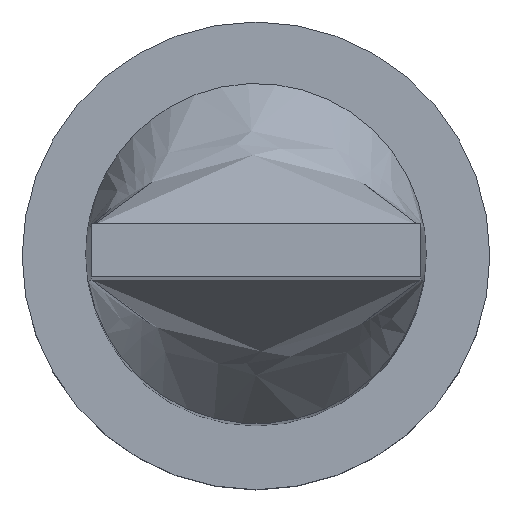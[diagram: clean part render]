
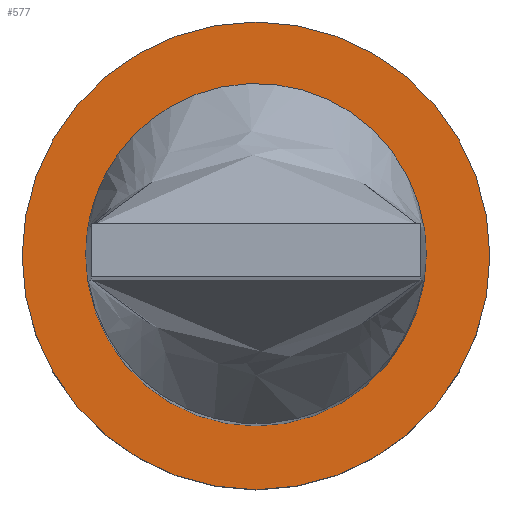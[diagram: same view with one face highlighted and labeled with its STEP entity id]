
A CAD part, top view. The second image highlights one B-rep face of the part: STEP entity #577.
In plain terms, the highlighted planar face has unit normal (0, 0, 1).
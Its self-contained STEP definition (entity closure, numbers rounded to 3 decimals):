
#1 = DIRECTION ( 'NONE',  ( 1., 0., 0. ) ) ;
#3 = VERTEX_POINT ( 'NONE', #634 ) ;
#30 = CARTESIAN_POINT ( 'NONE',  ( -11., 0., 7. ) ) ;
#43 = AXIS2_PLACEMENT_3D ( 'NONE', #522, #224, #572 ) ;
#47 = CARTESIAN_POINT ( 'NONE',  ( 11., 0., 7. ) ) ;
#61 = FACE_BOUND ( 'NONE', #381, .T. ) ;
#65 = AXIS2_PLACEMENT_3D ( 'NONE', #128, #626, #471 ) ;
#73 = PLANE ( 'NONE',  #43 ) ;
#74 = CARTESIAN_POINT ( 'NONE',  ( 0., 0., 7. ) ) ;
#77 = AXIS2_PLACEMENT_3D ( 'NONE', #74, #628, #319 ) ;
#105 = EDGE_CURVE ( 'NONE', #106, #3, #133, .T. ) ;
#106 = VERTEX_POINT ( 'NONE', #122 ) ;
#122 = CARTESIAN_POINT ( 'NONE',  ( -8., 0., 7. ) ) ;
#127 = CIRCLE ( 'NONE', #65, 11. ) ;
#128 = CARTESIAN_POINT ( 'NONE',  ( 0., 0., 7. ) ) ;
#133 = CIRCLE ( 'NONE', #469, 8. ) ;
#189 = CIRCLE ( 'NONE', #356, 11. ) ;
#224 = DIRECTION ( 'NONE',  ( 0., 0., 1. ) ) ;
#231 = DIRECTION ( 'NONE',  ( 0., 0., 1. ) ) ;
#246 = EDGE_LOOP ( 'NONE', ( #494, #315 ) ) ;
#273 = EDGE_CURVE ( 'NONE', #3, #106, #378, .T. ) ;
#303 = CARTESIAN_POINT ( 'NONE',  ( 0., 0., 7. ) ) ;
#315 = ORIENTED_EDGE ( 'NONE', *, *, #608, .T. ) ;
#319 = DIRECTION ( 'NONE',  ( 1., 0., 0. ) ) ;
#356 = AXIS2_PLACEMENT_3D ( 'NONE', #303, #496, #1 ) ;
#378 = CIRCLE ( 'NONE', #77, 8. ) ;
#380 = EDGE_CURVE ( 'NONE', #631, #403, #189, .T. ) ;
#381 = EDGE_LOOP ( 'NONE', ( #493, #548 ) ) ;
#403 = VERTEX_POINT ( 'NONE', #47 ) ;
#469 = AXIS2_PLACEMENT_3D ( 'NONE', #622, #231, #532 ) ;
#471 = DIRECTION ( 'NONE',  ( 1., 0., 0. ) ) ;
#493 = ORIENTED_EDGE ( 'NONE', *, *, #105, .F. ) ;
#494 = ORIENTED_EDGE ( 'NONE', *, *, #380, .T. ) ;
#496 = DIRECTION ( 'NONE',  ( 0., 0., 1. ) ) ;
#522 = CARTESIAN_POINT ( 'NONE',  ( 0., 0., 7. ) ) ;
#532 = DIRECTION ( 'NONE',  ( 1., 0., 0. ) ) ;
#533 = FACE_OUTER_BOUND ( 'NONE', #246, .T. ) ;
#548 = ORIENTED_EDGE ( 'NONE', *, *, #273, .F. ) ;
#572 = DIRECTION ( 'NONE',  ( 1., 0., 0. ) ) ;
#577 = ADVANCED_FACE ( 'NONE', ( #61, #533 ), #73, .T. ) ;
#608 = EDGE_CURVE ( 'NONE', #403, #631, #127, .T. ) ;
#622 = CARTESIAN_POINT ( 'NONE',  ( 0., 0., 7. ) ) ;
#626 = DIRECTION ( 'NONE',  ( 0., 0., 1. ) ) ;
#628 = DIRECTION ( 'NONE',  ( 0., 0., 1. ) ) ;
#631 = VERTEX_POINT ( 'NONE', #30 ) ;
#634 = CARTESIAN_POINT ( 'NONE',  ( 8., 0., 7. ) ) ;
